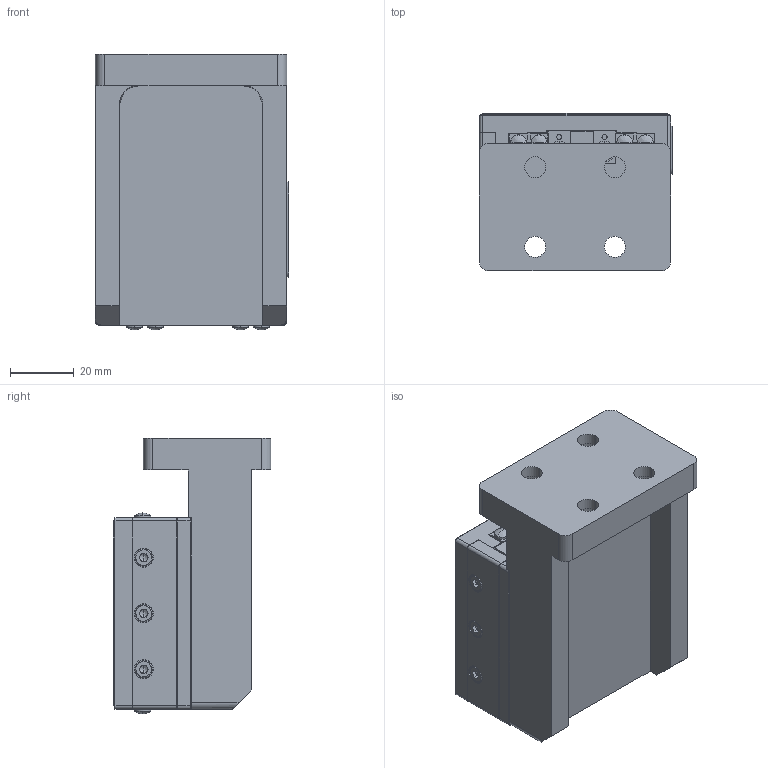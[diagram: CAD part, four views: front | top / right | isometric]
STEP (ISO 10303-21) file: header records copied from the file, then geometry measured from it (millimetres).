
FILE_DESCRIPTION (( 'STEP AP203' ), '1' );
FILE_NAME ('×°ÅäÌå2.STEP', '2025-07-22T07:07:41', ( '' ), ( '' ), 'SwSTEP 2.0', 'SolidWorks 2020', '' );
FILE_SCHEMA (( 'CONFIG_CONTROL_DESIGN' ));
Length unit declared in the file: millimetre
Products named in the file (3): 錨璃6; 526960; 蚾饜极2
Assembly tree (2 placements, depth 2):
  蚾饜极2
    526960
    錨璃6
Bounding box: 60.6 x 49.5 x 86.5 mm (x, y, z)
Volume: 173409.4 mm3; surface area: 63669.9 mm2
Topology: 22 solids, 26 shells, 1149 faces, 2944 edges, 1828 vertices
Faces by surface type: plane 545, cylinder 368, cone 188, bspline 48
Entity records: 35909 total; most frequent: CARTESIAN_POINT 7448, DIRECTION 6099, ORIENTED_EDGE 5726, EDGE_CURVE 2863, AXIS2_PLACEMENT_3D 2229, VERTEX_POINT 1828, LINE 1641, VECTOR 1641
